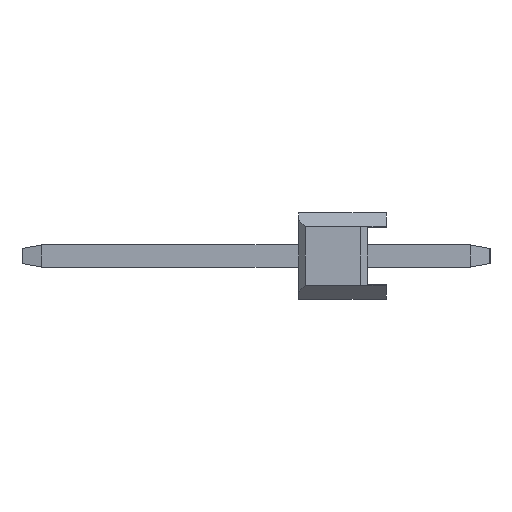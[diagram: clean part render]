
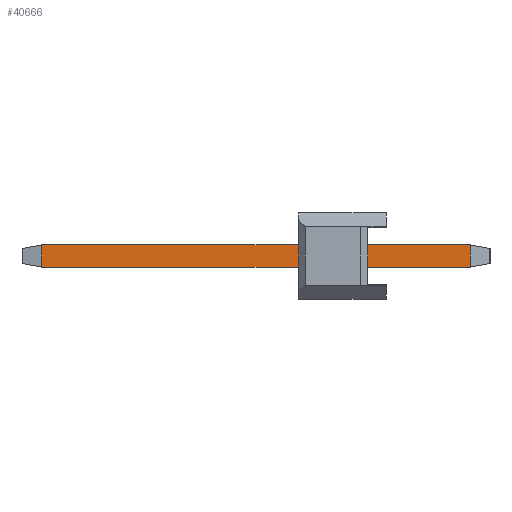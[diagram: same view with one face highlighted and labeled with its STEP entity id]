
A CAD part, left-side view. The second image highlights one B-rep face of the part: STEP entity #40666.
In plain terms, the highlighted planar face has unit normal (-1, 0, 0).
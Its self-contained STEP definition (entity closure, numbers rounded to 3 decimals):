
#2640 = VECTOR ( 'NONE', #40757, 1000. ) ;
#4011 = AXIS2_PLACEMENT_3D ( 'NONE', #9467, #23525, #15875 ) ;
#5009 = ORIENTED_EDGE ( 'NONE', *, *, #26928, .T. ) ;
#5678 = VERTEX_POINT ( 'NONE', #43736 ) ;
#7292 = VECTOR ( 'NONE', #13573, 1000. ) ;
#8773 = EDGE_CURVE ( 'NONE', #5678, #9739, #29873, .T. ) ;
#9044 = CARTESIAN_POINT ( 'NONE',  ( -0.32, -2.433, -0.32 ) ) ;
#9467 = CARTESIAN_POINT ( 'NONE',  ( -0.32, 10.54, 0.32 ) ) ;
#9739 = VERTEX_POINT ( 'NONE', #41657 ) ;
#11618 = ORIENTED_EDGE ( 'NONE', *, *, #8773, .F. ) ;
#12370 = DIRECTION ( 'NONE',  ( 0., -1., 0. ) ) ;
#12669 = LINE ( 'NONE', #26728, #2640 ) ;
#13181 = VECTOR ( 'NONE', #12370, 1000. ) ;
#13573 = DIRECTION ( 'NONE',  ( 0., 0., -1. ) ) ;
#15057 = EDGE_LOOP ( 'NONE', ( #24995, #33361, #11618, #5009 ) ) ;
#15067 = LINE ( 'NONE', #29100, #29690 ) ;
#15875 = DIRECTION ( 'NONE',  ( 0., 0., -1. ) ) ;
#18217 = EDGE_CURVE ( 'NONE', #39072, #9739, #15067, .T. ) ;
#22232 = EDGE_CURVE ( 'NONE', #29062, #39072, #12669, .T. ) ;
#23525 = DIRECTION ( 'NONE',  ( 1., 0., 0. ) ) ;
#24995 = ORIENTED_EDGE ( 'NONE', *, *, #22232, .T. ) ;
#26728 = CARTESIAN_POINT ( 'NONE',  ( -0.32, 10.54, -0.32 ) ) ;
#26928 = EDGE_CURVE ( 'NONE', #5678, #29062, #31079, .T. ) ;
#26981 = FACE_OUTER_BOUND ( 'NONE', #15057, .T. ) ;
#29062 = VERTEX_POINT ( 'NONE', #35340 ) ;
#29100 = CARTESIAN_POINT ( 'NONE',  ( -0.32, -2.433, 0.32 ) ) ;
#29690 = VECTOR ( 'NONE', #43146, 1000. ) ;
#29873 = LINE ( 'NONE', #43923, #13181 ) ;
#31079 = LINE ( 'NONE', #45130, #7292 ) ;
#33361 = ORIENTED_EDGE ( 'NONE', *, *, #18217, .T. ) ;
#35340 = CARTESIAN_POINT ( 'NONE',  ( -0.32, 9.973, -0.32 ) ) ;
#39072 = VERTEX_POINT ( 'NONE', #9044 ) ;
#40666 = ADVANCED_FACE ( 'NONE', ( #26981 ), #41006, .F. ) ;
#40757 = DIRECTION ( 'NONE',  ( 0., -1., 0. ) ) ;
#41006 = PLANE ( 'NONE',  #4011 ) ;
#41657 = CARTESIAN_POINT ( 'NONE',  ( -0.32, -2.433, 0.32 ) ) ;
#43146 = DIRECTION ( 'NONE',  ( 0., 0., 1. ) ) ;
#43736 = CARTESIAN_POINT ( 'NONE',  ( -0.32, 9.973, 0.32 ) ) ;
#43923 = CARTESIAN_POINT ( 'NONE',  ( -0.32, 10.54, 0.32 ) ) ;
#45130 = CARTESIAN_POINT ( 'NONE',  ( -0.32, 9.973, -0.32 ) ) ;
